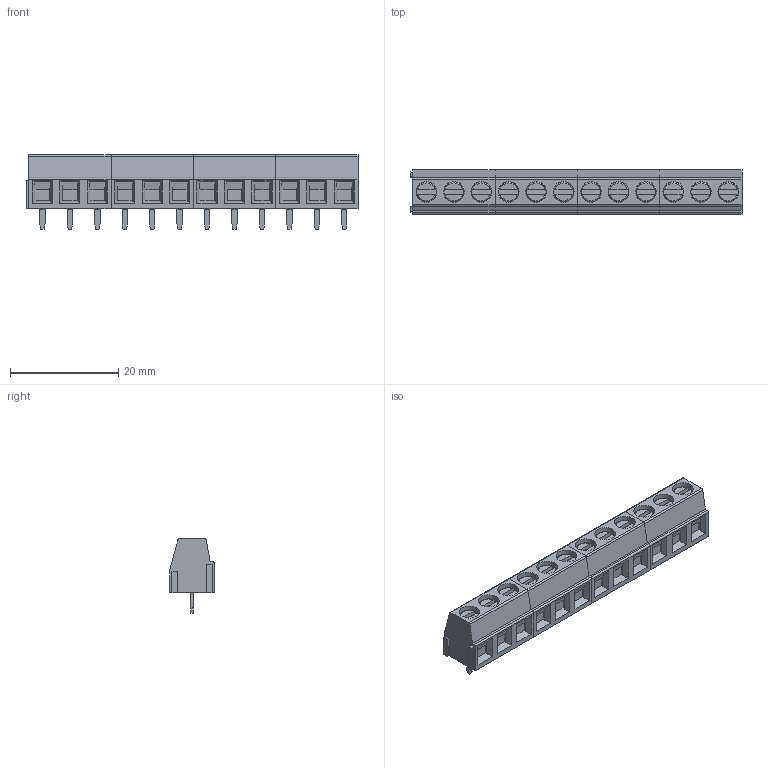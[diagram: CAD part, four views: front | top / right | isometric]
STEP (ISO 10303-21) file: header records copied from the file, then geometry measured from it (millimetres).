
FILE_DESCRIPTION(('FreeCAD Model'),'2;1');
FILE_NAME('Open CASCADE Shape Model','2024-11-08T13:08:16',(''),(''), 'Open CASCADE STEP processor 7.6','FreeCAD','Unknown');
FILE_SCHEMA(('AUTOMOTIVE_DESIGN { 1 0 10303 214 1 1 1 1 }'));
Length unit declared in the file: millimetre
Products named in the file (1): CUI_DEVICES_TB006-508-12BE
Bounding box: 61.46 x 8.2 x 13.8 mm (x, y, z)
Volume: 4138.1 mm3; surface area: 3172.5 mm2
Topology: 1 solids, 13 shells, 640 faces, 1524 edges, 958 vertices
Faces by surface type: plane 424, bspline 96, cylinder 72, cone 48
Entity records: 28504 total; most frequent: CARTESIAN_POINT 9815, ORIENTED_EDGE 3048, DIRECTION 2713, EDGE_CURVE 1524, LINE 1017, VECTOR 1017, VERTEX_POINT 958, AXIS2_PLACEMENT_3D 848
